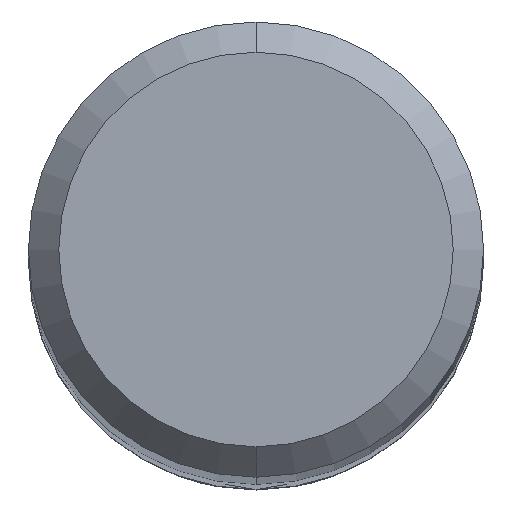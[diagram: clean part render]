
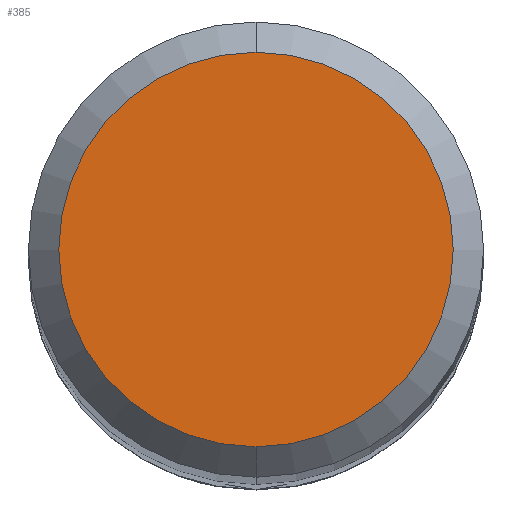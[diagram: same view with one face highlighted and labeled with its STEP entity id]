
A CAD part, top view. The second image highlights one B-rep face of the part: STEP entity #385.
In plain terms, the highlighted planar face has unit normal (0, 0, 1).
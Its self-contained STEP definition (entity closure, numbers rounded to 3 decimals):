
#245=EDGE_CURVE('',#449,#293,#566,.T.);
#293=VERTEX_POINT('',#616);
#349=EDGE_CURVE('',#293,#449,#680,.T.);
#385=ADVANCED_FACE('',(#720),#721,.T.);
#449=VERTEX_POINT('',#795);
#566=CIRCLE('',#943,2.6);
#616=CARTESIAN_POINT('',(0.0,2.6,0.0));
#680=CIRCLE('',#1184,2.6);
#720=FACE_OUTER_BOUND('',#1278,.T.);
#721=PLANE('',#1279);
#795=CARTESIAN_POINT('',(0.,-2.6,0.0));
#943=AXIS2_PLACEMENT_3D('',#1545,#1546,#1547);
#1184=AXIS2_PLACEMENT_3D('',#1663,#1664,#1665);
#1278=EDGE_LOOP('',(#1715,#1716));
#1279=AXIS2_PLACEMENT_3D('',#1717,#1718,#1719);
#1545=CARTESIAN_POINT('',(0.0,0.0,0.0));
#1546=DIRECTION('',(0.0,0.0,-1.0));
#1547=DIRECTION('',(0.0,1.0,0.0));
#1663=CARTESIAN_POINT('',(0.0,0.0,0.0));
#1664=DIRECTION('',(0.0,0.0,-1.0));
#1665=DIRECTION('',(0.0,1.0,0.0));
#1715=ORIENTED_EDGE('',*,*,#349,.F.);
#1716=ORIENTED_EDGE('',*,*,#245,.F.);
#1717=CARTESIAN_POINT('',(0.0,1.3,0.0));
#1718=DIRECTION('',(-0.0,0.0,1.0));
#1719=DIRECTION('',(0.0,-1.0,0.0));
